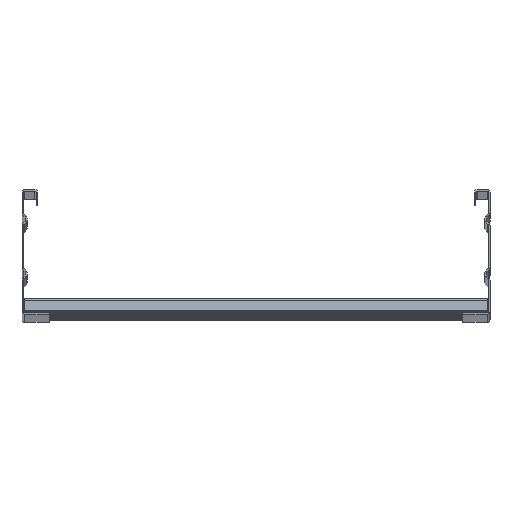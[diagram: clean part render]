
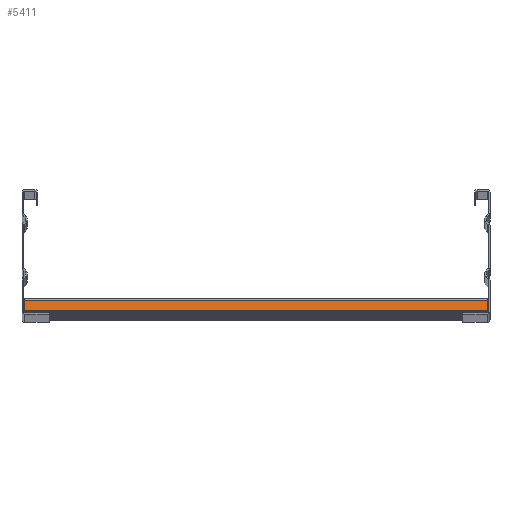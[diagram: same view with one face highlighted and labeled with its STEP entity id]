
A CAD part, top view. The second image highlights one B-rep face of the part: STEP entity #5411.
In plain terms, the highlighted face is planar.
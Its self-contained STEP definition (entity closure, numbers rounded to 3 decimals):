
#4946=DIRECTION('',(0.209,0.978,0.));
#4947=VECTOR('',#4946,13.292);
#4948=CARTESIAN_POINT('',(-32.771,-13.479,0.));
#4949=LINE('',#4948,#4947);
#4985=DIRECTION('',(-0.209,-0.978,0.));
#4986=VECTOR('',#4985,13.292);
#4987=CARTESIAN_POINT('',(-29.999,-0.479,594.));
#4988=LINE('',#4987,#4986);
#5039=DIRECTION('',(0.,0.,-1.));
#5040=VECTOR('',#5039,594.);
#5041=CARTESIAN_POINT('',(-32.771,-13.479,594.));
#5042=LINE('',#5041,#5040);
#5052=DIRECTION('',(0.,0.,1.));
#5053=VECTOR('',#5052,594.);
#5054=CARTESIAN_POINT('',(-29.999,-0.479,0.));
#5055=LINE('',#5054,#5053);
#5168=CARTESIAN_POINT('',(-32.771,-13.479,0.));
#5169=CARTESIAN_POINT('',(-29.999,-0.479,0.));
#5170=VERTEX_POINT('',#5168);
#5171=VERTEX_POINT('',#5169);
#5208=CARTESIAN_POINT('',(-29.999,-0.479,594.));
#5209=CARTESIAN_POINT('',(-32.771,-13.479,594.));
#5210=VERTEX_POINT('',#5208);
#5211=VERTEX_POINT('',#5209);
#5399=CARTESIAN_POINT('',(-32.771,-13.479,494.));
#5400=DIRECTION('',(0.978,-0.209,0.));
#5401=DIRECTION('',(0.209,0.978,0.));
#5402=AXIS2_PLACEMENT_3D('',#5399,#5400,#5401);
#5403=PLANE('',#5402);
#5404=ORIENTED_EDGE('',*,*,#5313,.T.);
#5405=ORIENTED_EDGE('',*,*,#5392,.T.);
#5406=ORIENTED_EDGE('',*,*,#5270,.T.);
#5408=ORIENTED_EDGE('',*,*,#5407,.T.);
#5409=EDGE_LOOP('',(#5404,#5405,#5406,#5408));
#5410=FACE_OUTER_BOUND('',#5409,.F.);
#5411=ADVANCED_FACE('',(#5410),#5403,.F.);
#5270=EDGE_CURVE('',#5170,#5171,#4949,.T.);
#5313=EDGE_CURVE('',#5210,#5211,#4988,.T.);
#5392=EDGE_CURVE('',#5211,#5170,#5042,.T.);
#5407=EDGE_CURVE('',#5171,#5210,#5055,.T.);
